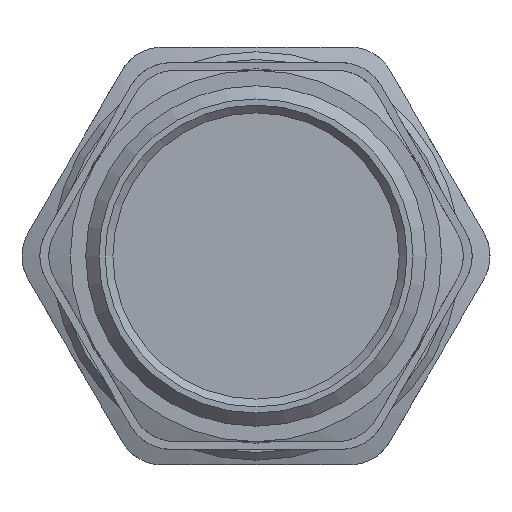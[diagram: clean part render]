
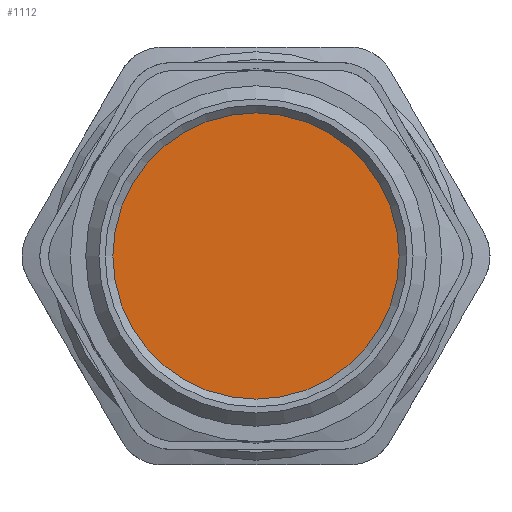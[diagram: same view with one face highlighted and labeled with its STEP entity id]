
A CAD part, front view. The second image highlights one B-rep face of the part: STEP entity #1112.
In plain terms, the highlighted planar face has unit normal (0, -1, 0).
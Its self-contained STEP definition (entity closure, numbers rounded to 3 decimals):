
#305=FACE_OUTER_BOUND('',#372,.T.);
#372=EDGE_LOOP('',(#758));
#445=CIRCLE('',#1203,9.25);
#489=VERTEX_POINT('',#1597);
#594=EDGE_CURVE('',#489,#489,#445,.T.);
#758=ORIENTED_EDGE('',*,*,#594,.T.);
#1086=PLANE('',#1202);
#1112=ADVANCED_FACE('',(#305),#1086,.F.);
#1202=AXIS2_PLACEMENT_3D('',#1596,#1315,#1316);
#1203=AXIS2_PLACEMENT_3D('',#1598,#1317,#1318);
#1315=DIRECTION('center_axis',(0.,1.,0.));
#1316=DIRECTION('ref_axis',(0.,0.,1.));
#1317=DIRECTION('center_axis',(0.,-1.,0.));
#1318=DIRECTION('ref_axis',(-1.,0.,0.));
#1596=CARTESIAN_POINT('Origin',(-4.47,2.92,0.));
#1597=CARTESIAN_POINT('',(4.78,2.92,0.));
#1598=CARTESIAN_POINT('Origin',(-4.47,2.92,0.));
